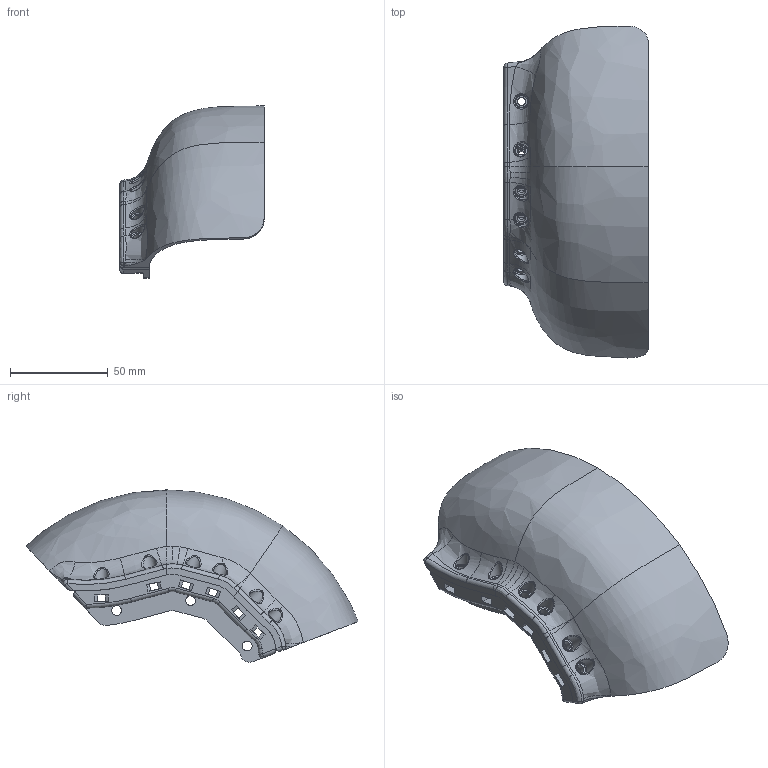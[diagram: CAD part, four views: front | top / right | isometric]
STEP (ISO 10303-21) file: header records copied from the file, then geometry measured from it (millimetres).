
FILE_DESCRIPTION(/* description */ (''),/* implementation_level */ '2;1');
FILE_NAME(/* name */ 'MoonDrive Fender MK2 v3.step',/* time_stamp */ '2021-07-16T20:05:39-04:00',/* author */ (''),/* organization */ (''),/* preprocessor_version */ 'ST-DEVELOPER v18.1',/* originating_system */ 'Autodesk Translation Framework v10.9.0.1377',/* authorisation */ '');
FILE_SCHEMA (('AUTOMOTIVE_DESIGN { 1 0 10303 214 3 1 1 }'));
Length unit declared in the file: millimetre
Products named in the file (1): MoonDrive Fender MK2
Bounding box: 73.56 x 169.35 x 87.91 mm (x, y, z)
Volume: 60695.6 mm3; surface area: 45654.2 mm2
Topology: 4 solids, 4 shells, 246 faces, 681 edges, 435 vertices
Faces by surface type: plane 95, bspline 67, cylinder 57, cone 12, torus 11, sphere 4
Full cylindrical faces by diameter (mm): 4.2 x18, 5 x3, 7 x6
Entity records: 14437 total; most frequent: CARTESIAN_POINT 8573, ORIENTED_EDGE 1356, DIRECTION 978, EDGE_CURVE 678, VERTEX_POINT 435, AXIS2_PLACEMENT_3D 338, LINE 302, VECTOR 302
